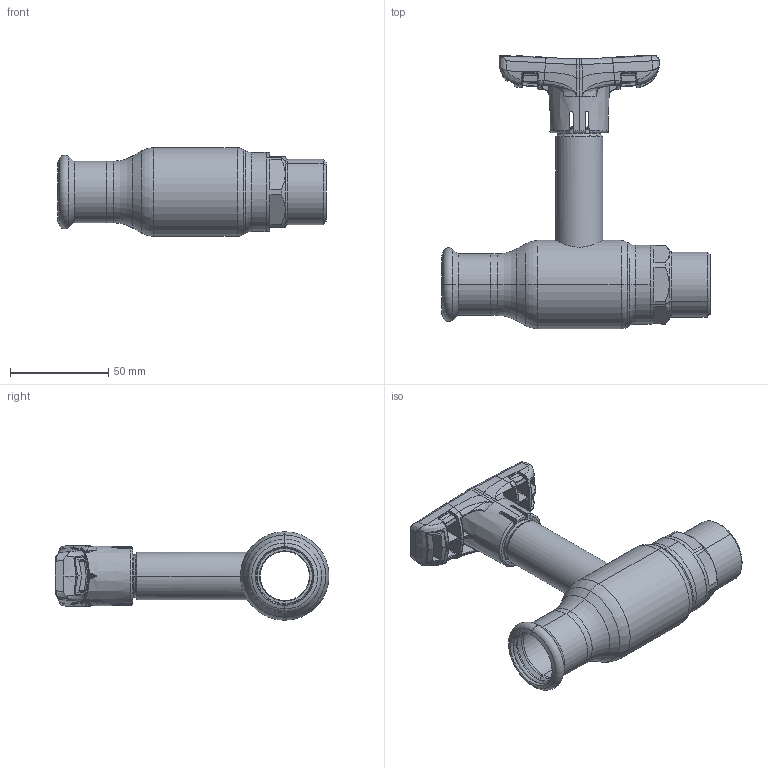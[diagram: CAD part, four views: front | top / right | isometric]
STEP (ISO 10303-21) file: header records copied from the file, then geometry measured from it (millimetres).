
FILE_DESCRIPTION (( 'STEP AP214' ), '1' );
FILE_NAME ('1025001201-1400.step', '2024-01-16T11:07:14', ( '' ), ( '' ), 'SwSTEP 2.0', 'SolidWorks 2021', '' );
FILE_SCHEMA (( 'AUTOMOTIVE_DESIGN' ));
Length unit declared in the file: millimetre
Products named in the file (1): 1025001201-1400
Bounding box: 136.3 x 139.28 x 45 mm (x, y, z)
Surface area: 41630.5 mm2 (no closed solid volume)
Topology: 0 solids, 7 shells, 626 faces, 2017 edges, 1313 vertices
Faces by surface type: bspline 482, plane 51, cylinder 34, cone 28, torus 23, sphere 8
Entity records: 57340 total; most frequent: CARTESIAN_POINT 37541, ORIENTED_EDGE 3340, EDGE_CURVE 2005, B_SPLINE_CURVE_WITH_KNOTS 1413, VERTEX_POINT 1310, DIRECTION 1302, EDGE_LOOP 635, UNCERTAINTY_MEASURE_WITH_UNIT 625
